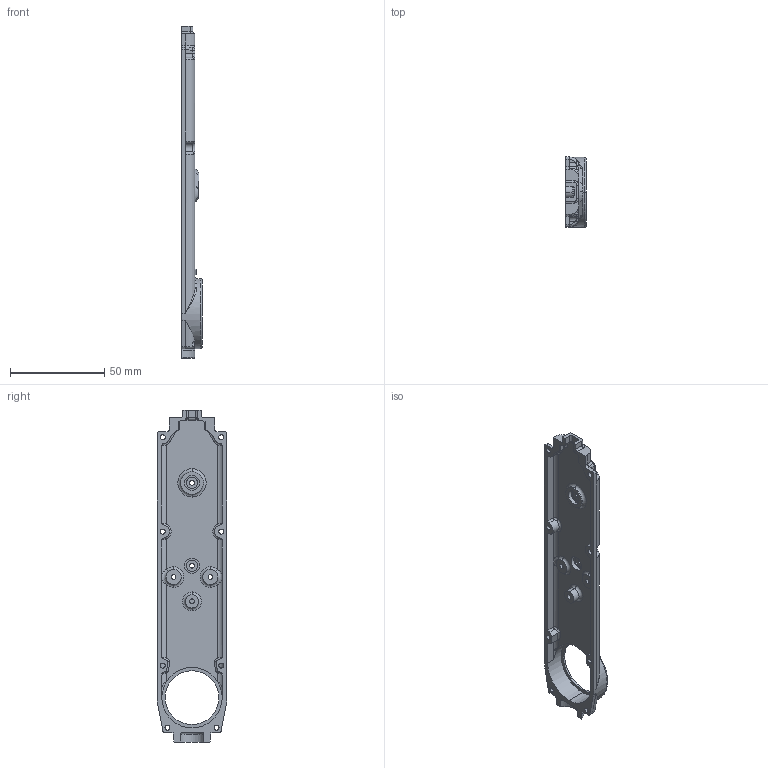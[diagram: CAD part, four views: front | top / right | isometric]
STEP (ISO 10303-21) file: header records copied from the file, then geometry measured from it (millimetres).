
FILE_DESCRIPTION (( 'STEP AP214' ), '1' );
FILE_NAME ('hip_fe_module_shell_cover.STEP', '2020-05-13T13:06:14', ( '' ), ( '' ), 'SwSTEP 2.0', 'SolidWorks 2017', '' );
FILE_SCHEMA (( 'AUTOMOTIVE_DESIGN' ));
Length unit declared in the file: millimetre
Products named in the file (1): hip_fe_module_shell_cover
Bounding box: 11 x 37 x 175.9 mm (x, y, z)
Volume: 14826.3 mm3; surface area: 16789.8 mm2
Topology: 1 solids, 1 shells, 290 faces, 741 edges, 457 vertices
Faces by surface type: cylinder 127, plane 77, torus 42, bspline 34, cone 8, sphere 2
Entity records: 10803 total; most frequent: CARTESIAN_POINT 3885, ORIENTED_EDGE 1470, DIRECTION 1439, EDGE_CURVE 735, AXIS2_PLACEMENT_3D 575, VERTEX_POINT 457, EDGE_LOOP 322, CIRCLE 318
